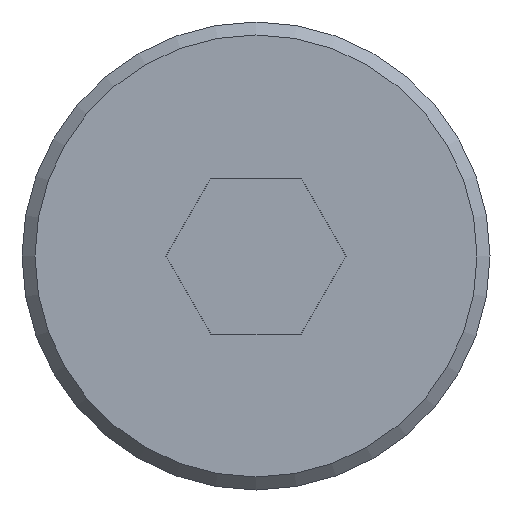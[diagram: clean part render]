
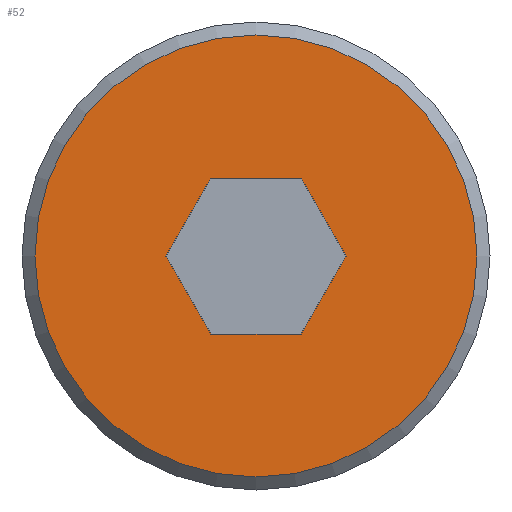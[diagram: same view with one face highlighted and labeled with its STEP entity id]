
A CAD part, left-side view. The second image highlights one B-rep face of the part: STEP entity #52.
In plain terms, the highlighted planar face has unit normal (-1, 0, 0).
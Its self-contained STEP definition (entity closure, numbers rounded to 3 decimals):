
#52 = ADVANCED_FACE( '', ( #118, #119 ), #120, .F. );
#118 = FACE_OUTER_BOUND( '', #205, .T. );
#119 = FACE_BOUND( '', #206, .T. );
#120 = PLANE( '', #207 );
#205 = EDGE_LOOP( '', ( #295 ) );
#206 = EDGE_LOOP( '', ( #296, #297, #298, #299, #300, #301 ) );
#207 = AXIS2_PLACEMENT_3D( '', #302, #303, #304 );
#295 = ORIENTED_EDGE( '', *, *, #438, .F. );
#296 = ORIENTED_EDGE( '', *, *, #439, .T. );
#297 = ORIENTED_EDGE( '', *, *, #427, .T. );
#298 = ORIENTED_EDGE( '', *, *, #440, .T. );
#299 = ORIENTED_EDGE( '', *, *, #441, .T. );
#300 = ORIENTED_EDGE( '', *, *, #442, .T. );
#301 = ORIENTED_EDGE( '', *, *, #443, .T. );
#302 = CARTESIAN_POINT( '', ( 0., 0., 0. ) );
#303 = DIRECTION( '', ( 1., 0., 0. ) );
#304 = DIRECTION( '', ( 0., 0., -1. ) );
#427 = EDGE_CURVE( '', #481, #482, #483, .T. );
#438 = EDGE_CURVE( '', #500, #500, #501, .T. );
#439 = EDGE_CURVE( '', #502, #481, #503, .T. );
#440 = EDGE_CURVE( '', #482, #504, #505, .T. );
#441 = EDGE_CURVE( '', #504, #506, #507, .T. );
#442 = EDGE_CURVE( '', #506, #508, #509, .T. );
#443 = EDGE_CURVE( '', #508, #502, #510, .T. );
#481 = VERTEX_POINT( '', #561 );
#482 = VERTEX_POINT( '', #562 );
#483 = LINE( '', #563, #564 );
#500 = VERTEX_POINT( '', #584 );
#501 = CIRCLE( '', #585, 8.5 );
#502 = VERTEX_POINT( '', #586 );
#503 = LINE( '', #587, #588 );
#504 = VERTEX_POINT( '', #589 );
#505 = LINE( '', #590, #591 );
#506 = VERTEX_POINT( '', #592 );
#507 = LINE( '', #593, #594 );
#508 = VERTEX_POINT( '', #595 );
#509 = LINE( '', #596, #597 );
#510 = LINE( '', #598, #599 );
#561 = CARTESIAN_POINT( '', ( 0., -1.732, 3. ) );
#562 = CARTESIAN_POINT( '', ( 0., -3.464, 0. ) );
#563 = CARTESIAN_POINT( '', ( 0., -1.732, 3. ) );
#564 = VECTOR( '', #658, 1000. );
#584 = CARTESIAN_POINT( '', ( 0., 0., -8.5 ) );
#585 = AXIS2_PLACEMENT_3D( '', #674, #675, #676 );
#586 = CARTESIAN_POINT( '', ( 0., 1.732, 3. ) );
#587 = CARTESIAN_POINT( '', ( 0., 1.732, 3. ) );
#588 = VECTOR( '', #677, 1000. );
#589 = CARTESIAN_POINT( '', ( 0., -1.732, -3. ) );
#590 = CARTESIAN_POINT( '', ( 0., -3.464, 0. ) );
#591 = VECTOR( '', #678, 1000. );
#592 = CARTESIAN_POINT( '', ( 0., 1.732, -3. ) );
#593 = CARTESIAN_POINT( '', ( 0., -1.732, -3. ) );
#594 = VECTOR( '', #679, 1000. );
#595 = CARTESIAN_POINT( '', ( 0., 3.464, 0. ) );
#596 = CARTESIAN_POINT( '', ( 0., 1.732, -3. ) );
#597 = VECTOR( '', #680, 1000. );
#598 = CARTESIAN_POINT( '', ( 0., 3.464, 0. ) );
#599 = VECTOR( '', #681, 1000. );
#658 = DIRECTION( '', ( 0., -0.5, -0.866 ) );
#674 = CARTESIAN_POINT( '', ( 0., 0., 0. ) );
#675 = DIRECTION( '', ( 1., 0., 0. ) );
#676 = DIRECTION( '', ( 0., 0., -1. ) );
#677 = DIRECTION( '', ( 0., -1., 0. ) );
#678 = DIRECTION( '', ( 0., 0.5, -0.866 ) );
#679 = DIRECTION( '', ( 0., 1., 0. ) );
#680 = DIRECTION( '', ( 0., 0.5, 0.866 ) );
#681 = DIRECTION( '', ( 0., -0.5, 0.866 ) );
